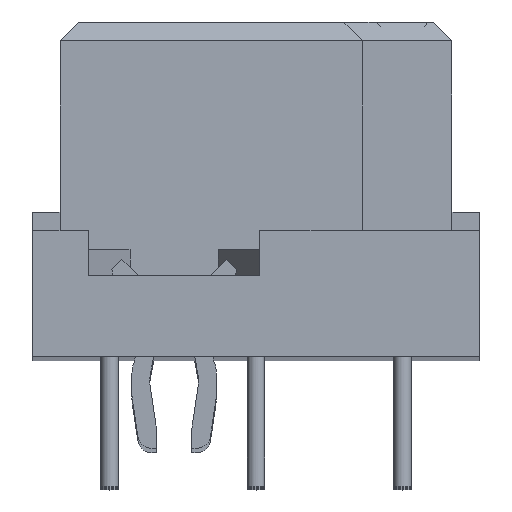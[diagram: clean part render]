
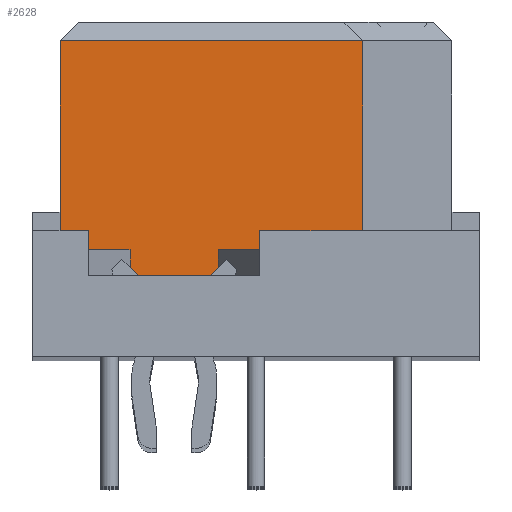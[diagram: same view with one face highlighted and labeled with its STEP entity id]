
A CAD part, top view. The second image highlights one B-rep face of the part: STEP entity #2628.
In plain terms, the highlighted planar face has unit normal (0, 0, 1).
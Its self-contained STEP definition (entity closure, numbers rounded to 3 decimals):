
#2628=ADVANCED_FACE('',(#3445),#3037,.T.);
#3037=PLANE('',#10629);
#3445=FACE_OUTER_BOUND('',#3957,.T.);
#3957=EDGE_LOOP('',(#7238,#7239,#7240,#7241,#7242,#7243,#7244,#7245));
#4821=LINE('',#14603,#5689);
#4825=LINE('',#14612,#5693);
#4826=LINE('',#14615,#5694);
#4827=LINE('',#14617,#5695);
#4828=LINE('',#14619,#5696);
#4829=LINE('',#14620,#5697);
#4830=LINE('',#14622,#5698);
#4831=LINE('',#14624,#5699);
#5689=VECTOR('',#12444,1.);
#5693=VECTOR('',#12450,1.);
#5694=VECTOR('',#12451,1.);
#5695=VECTOR('',#12452,1.);
#5696=VECTOR('',#12453,1.);
#5697=VECTOR('',#12454,1.);
#5698=VECTOR('',#12455,1.);
#5699=VECTOR('',#12456,1.);
#7238=ORIENTED_EDGE('',*,*,#9423,.T.);
#7239=ORIENTED_EDGE('',*,*,#9424,.T.);
#7240=ORIENTED_EDGE('',*,*,#9425,.T.);
#7241=ORIENTED_EDGE('',*,*,#9426,.T.);
#7242=ORIENTED_EDGE('',*,*,#9419,.T.);
#7243=ORIENTED_EDGE('',*,*,#9427,.F.);
#7244=ORIENTED_EDGE('',*,*,#9428,.F.);
#7245=ORIENTED_EDGE('',*,*,#9429,.T.);
#8475=VERTEX_POINT('',#14604);
#8476=VERTEX_POINT('',#14605);
#8479=VERTEX_POINT('',#14613);
#8480=VERTEX_POINT('',#14614);
#8481=VERTEX_POINT('',#14616);
#8482=VERTEX_POINT('',#14618);
#8483=VERTEX_POINT('',#14621);
#8484=VERTEX_POINT('',#14623);
#9419=EDGE_CURVE('',#8475,#8476,#4821,.T.);
#9423=EDGE_CURVE('',#8479,#8480,#4825,.T.);
#9424=EDGE_CURVE('',#8480,#8481,#4826,.T.);
#9425=EDGE_CURVE('',#8481,#8482,#4827,.T.);
#9426=EDGE_CURVE('',#8482,#8475,#4828,.T.);
#9427=EDGE_CURVE('',#8483,#8476,#4829,.T.);
#9428=EDGE_CURVE('',#8484,#8483,#4830,.T.);
#9429=EDGE_CURVE('',#8484,#8479,#4831,.T.);
#10629=AXIS2_PLACEMENT_3D('',#14625,#12457,#12458);
#12444=DIRECTION('',(0.,1.,0.));
#12450=DIRECTION('',(0.,-1.,0.));
#12451=DIRECTION('',(1.,0.,0.));
#12452=DIRECTION('',(0.,1.,0.));
#12453=DIRECTION('',(1.,0.,0.));
#12454=DIRECTION('',(1.,0.,0.));
#12455=DIRECTION('',(0.,1.,0.));
#12456=DIRECTION('',(1.,0.,0.));
#12457=DIRECTION('',(0.,0.,1.));
#12458=DIRECTION('',(0.,-1.,0.));
#14603=CARTESIAN_POINT('',(3.7,3.7,89.95));
#14604=CARTESIAN_POINT('',(3.7,3.7,89.95));
#14605=CARTESIAN_POINT('',(3.7,10.95,89.95));
#14612=CARTESIAN_POINT('',(-4.372,3.7,89.95));
#14613=CARTESIAN_POINT('',(-4.372,3.7,89.95));
#14614=CARTESIAN_POINT('',(-4.372,2.8,89.95));
#14615=CARTESIAN_POINT('',(-4.372,2.8,89.95));
#14616=CARTESIAN_POINT('',(-1.308,2.8,89.95));
#14617=CARTESIAN_POINT('',(-1.308,2.8,89.95));
#14618=CARTESIAN_POINT('',(-1.308,3.7,89.95));
#14619=CARTESIAN_POINT('',(-1.308,3.7,89.95));
#14620=CARTESIAN_POINT('',(-6.8,10.95,89.95));
#14621=CARTESIAN_POINT('',(-6.8,10.95,89.95));
#14622=CARTESIAN_POINT('',(-6.8,3.7,89.95));
#14623=CARTESIAN_POINT('',(-6.8,3.7,89.95));
#14624=CARTESIAN_POINT('',(-6.8,3.7,89.95));
#14625=CARTESIAN_POINT('',(-7.85,11.05,89.95));
